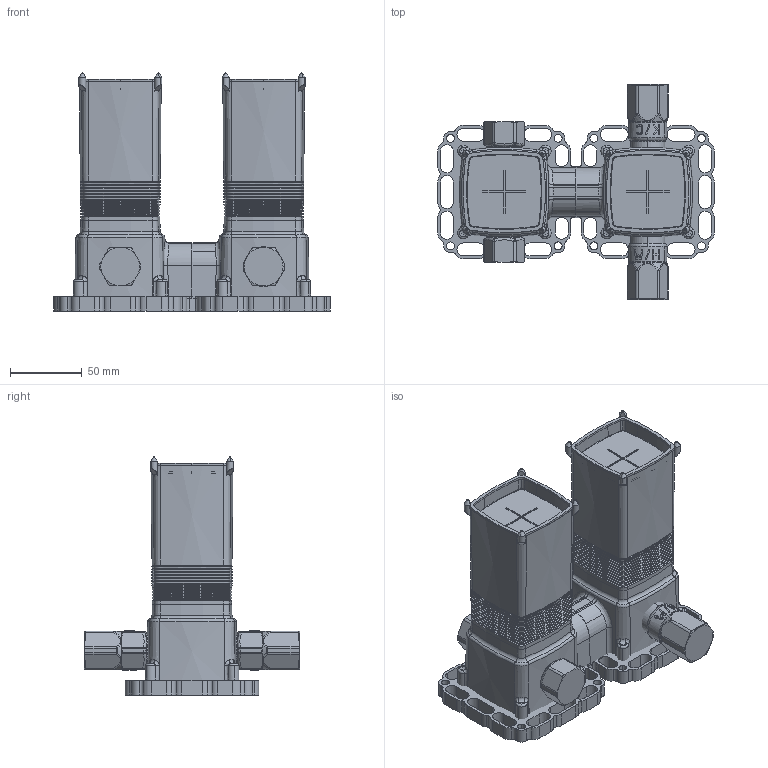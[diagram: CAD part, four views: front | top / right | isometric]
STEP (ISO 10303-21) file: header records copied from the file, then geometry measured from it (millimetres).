
FILE_DESCRIPTION (( 'STEP AP203' ), '1' );
FILE_NAME ('44010100.STEP', '2019-01-03T11:49:09', ( '' ), ( '' ), 'SwSTEP 2.0', 'SolidWorks 2016', '' );
FILE_SCHEMA (( 'CONFIG_CONTROL_DESIGN' ));
Length unit declared in the file: millimetre
Products named in the file (1): 44010100
Bounding box: 193 x 150 x 166 mm (x, y, z)
Volume: 721385 mm3; surface area: 221944 mm2
Topology: 10 solids, 10 shells, 2427 faces, 5917 edges, 3534 vertices
Faces by surface type: cone 982, torus 540, plane 399, cylinder 328, bspline 114, sphere 64
Entity records: 80216 total; most frequent: CARTESIAN_POINT 22521, DIRECTION 13079, ORIENTED_EDGE 11818, EDGE_CURVE 5909, AXIS2_PLACEMENT_3D 5490, VERTEX_POINT 3534, CIRCLE 3176, EDGE_LOOP 2523
